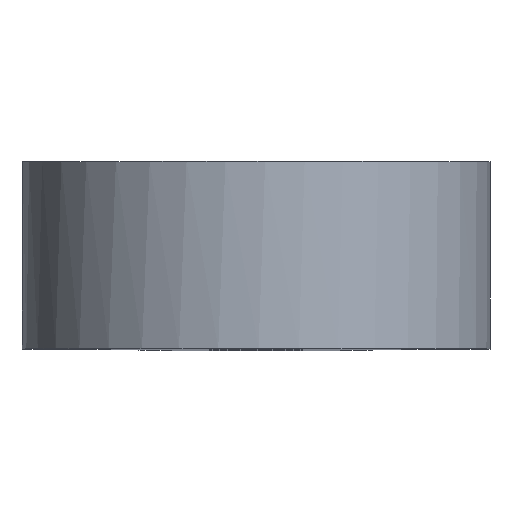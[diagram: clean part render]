
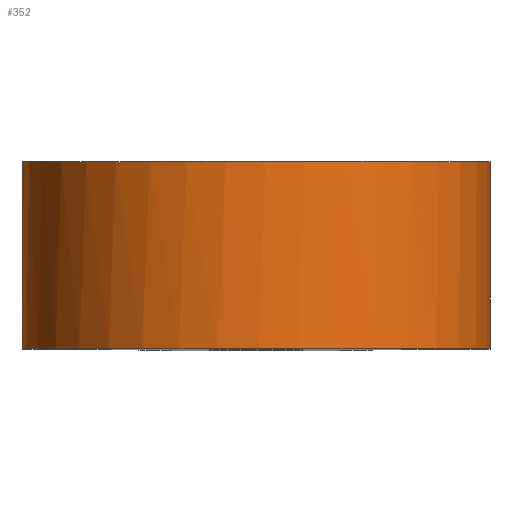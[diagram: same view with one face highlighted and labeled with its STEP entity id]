
A CAD part, top view. The second image highlights one B-rep face of the part: STEP entity #352.
In plain terms, the highlighted cylindrical face has radius 7.5 mm (diameter 15 mm), a full revolution.
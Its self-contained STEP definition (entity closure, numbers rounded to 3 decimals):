
#48=FACE_OUTER_BOUND('',#70,.T.);
#70=EDGE_LOOP('',(#301,#302,#303,#304,#305,#306,#307,#308,#309));
#90=LINE('',#589,#113);
#93=LINE('',#598,#116);
#100=LINE('',#628,#123);
#113=VECTOR('',#479,10.);
#116=VECTOR('',#488,10.);
#123=VECTOR('',#523,7.5);
#135=CIRCLE('',#394,7.5);
#140=CIRCLE('',#402,7.5);
#141=CIRCLE('',#403,7.5);
#147=CIRCLE('',#415,7.5);
#148=CIRCLE('',#416,7.5);
#163=VERTEX_POINT('',#575);
#165=VERTEX_POINT('',#578);
#169=VERTEX_POINT('',#588);
#172=VERTEX_POINT('',#596);
#173=VERTEX_POINT('',#600);
#174=VERTEX_POINT('',#601);
#181=VERTEX_POINT('',#627);
#203=EDGE_CURVE('',#165,#163,#135,.T.);
#208=EDGE_CURVE('',#169,#165,#90,.T.);
#213=EDGE_CURVE('',#172,#163,#93,.T.);
#214=EDGE_CURVE('',#173,#174,#140,.T.);
#215=EDGE_CURVE('',#174,#173,#141,.T.);
#227=EDGE_CURVE('',#174,#181,#100,.T.);
#228=EDGE_CURVE('',#181,#169,#147,.T.);
#229=EDGE_CURVE('',#172,#181,#148,.T.);
#301=ORIENTED_EDGE('',*,*,#214,.F.);
#302=ORIENTED_EDGE('',*,*,#215,.F.);
#303=ORIENTED_EDGE('',*,*,#227,.T.);
#304=ORIENTED_EDGE('',*,*,#228,.T.);
#305=ORIENTED_EDGE('',*,*,#208,.T.);
#306=ORIENTED_EDGE('',*,*,#203,.T.);
#307=ORIENTED_EDGE('',*,*,#213,.F.);
#308=ORIENTED_EDGE('',*,*,#229,.T.);
#309=ORIENTED_EDGE('',*,*,#227,.F.);
#335=CYLINDRICAL_SURFACE('',#414,7.5);
#352=ADVANCED_FACE('',(#48),#335,.T.);
#394=AXIS2_PLACEMENT_3D('',#579,#469,#470);
#402=AXIS2_PLACEMENT_3D('',#602,#491,#492);
#403=AXIS2_PLACEMENT_3D('',#603,#493,#494);
#414=AXIS2_PLACEMENT_3D('',#626,#521,#522);
#415=AXIS2_PLACEMENT_3D('',#629,#524,#525);
#416=AXIS2_PLACEMENT_3D('',#630,#526,#527);
#469=DIRECTION('center_axis',(0.,1.,0.));
#470=DIRECTION('ref_axis',(-1.,0.,0.));
#479=DIRECTION('',(0.,1.,0.));
#488=DIRECTION('',(0.,1.,0.));
#491=DIRECTION('center_axis',(0.,1.,0.));
#492=DIRECTION('ref_axis',(-1.,0.,0.));
#493=DIRECTION('center_axis',(0.,1.,0.));
#494=DIRECTION('ref_axis',(-1.,0.,0.));
#521=DIRECTION('center_axis',(0.,1.,0.));
#522=DIRECTION('ref_axis',(-1.,0.,0.));
#523=DIRECTION('',(0.,-1.,0.));
#524=DIRECTION('center_axis',(0.,1.,0.));
#525=DIRECTION('ref_axis',(-1.,0.,0.));
#526=DIRECTION('center_axis',(0.,1.,0.));
#527=DIRECTION('ref_axis',(-1.,0.,0.));
#575=CARTESIAN_POINT('',(-6.592,4.,-3.577));
#578=CARTESIAN_POINT('',(6.592,4.,-3.577));
#579=CARTESIAN_POINT('Origin',(0.,4.,0.));
#588=CARTESIAN_POINT('',(6.592,0.,-3.577));
#589=CARTESIAN_POINT('',(6.592,0.,-3.577));
#596=CARTESIAN_POINT('',(-6.592,0.,-3.577));
#598=CARTESIAN_POINT('',(-6.592,0.,-3.577));
#600=CARTESIAN_POINT('',(6.592,6.,-3.577));
#601=CARTESIAN_POINT('',(7.5,6.,0.));
#602=CARTESIAN_POINT('Origin',(0.,6.,0.));
#603=CARTESIAN_POINT('Origin',(0.,6.,0.));
#626=CARTESIAN_POINT('Origin',(0.,0.,0.));
#627=CARTESIAN_POINT('',(7.5,0.,0.));
#628=CARTESIAN_POINT('',(7.5,0.,0.));
#629=CARTESIAN_POINT('Origin',(0.,0.,0.));
#630=CARTESIAN_POINT('Origin',(0.,0.,0.));
